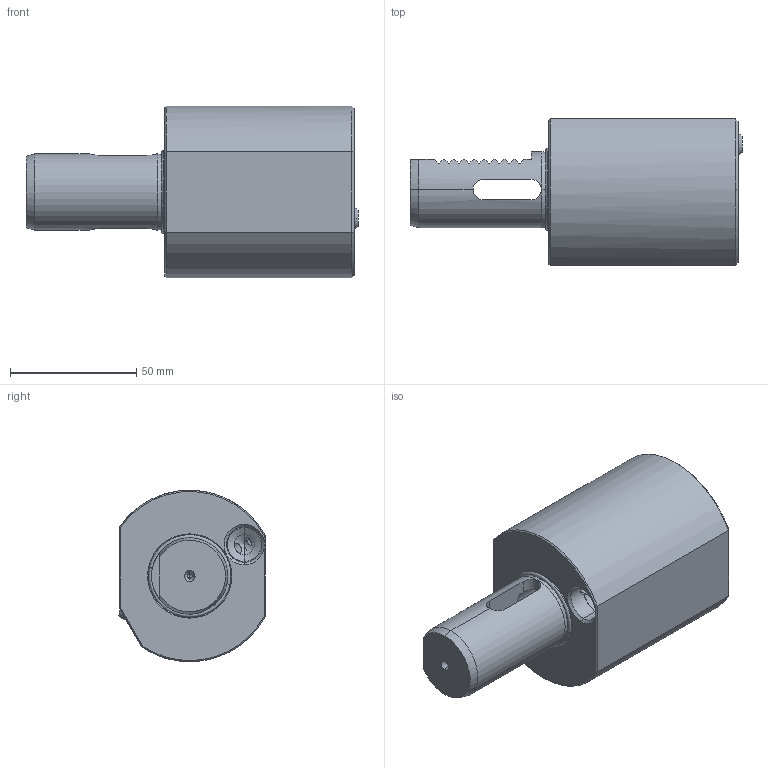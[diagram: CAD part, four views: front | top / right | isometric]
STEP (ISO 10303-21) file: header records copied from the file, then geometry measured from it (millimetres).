
FILE_DESCRIPTION (( 'STEP AP203' ), '1' );
FILE_NAME ('309.07.03.STEP', '2016-11-26T07:17:59', ( '' ), ( '' ), 'SwSTEP 2.0', 'SolidWorks 2012', '' );
FILE_SCHEMA (( 'CONFIG_CONTROL_DESIGN' ));
Length unit declared in the file: millimetre
Products named in the file (7): 6止水鉚珠; 309.07.03; O型環; 皿頭_M4xP0.7x8L; 2-44100006N4出水銅嘴; 管螺文螺絲; VDI30       MA3
Assembly tree (6 placements, depth 2):
  309.07.03
    VDI30       MA3
    管螺文螺絲
    2-44100006N4出水銅嘴
    皿頭_M4xP0.7x8L
    O型環
    6止水鉚珠
Bounding box: 131.57 x 58.15 x 68 mm (x, y, z)
Volume: 244438.9 mm3; surface area: 39520.2 mm2
Topology: 18 solids, 18 shells, 400 faces, 981 edges, 602 vertices
Faces by surface type: cone 172, cylinder 106, plane 71, bspline 35, torus 12, sphere 4
Entity records: 34461 total; most frequent: CARTESIAN_POINT 25157, ORIENTED_EDGE 1922, DIRECTION 1599, EDGE_CURVE 961, AXIS2_PLACEMENT_3D 609, VERTEX_POINT 596, EDGE_LOOP 417, ADVANCED_FACE 400
